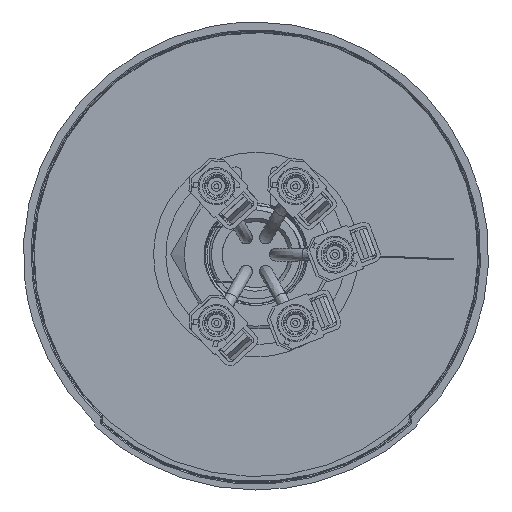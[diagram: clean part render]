
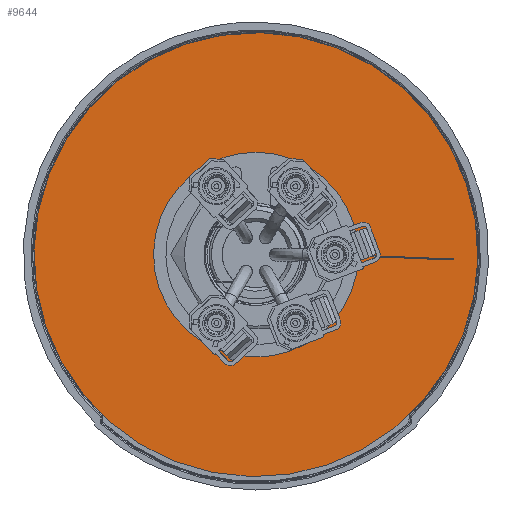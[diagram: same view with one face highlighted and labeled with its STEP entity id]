
A CAD part, front view. The second image highlights one B-rep face of the part: STEP entity #9644.
In plain terms, the highlighted planar face has unit normal (0, -1, 0).
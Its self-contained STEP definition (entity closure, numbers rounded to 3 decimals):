
#621 = CARTESIAN_POINT ( 'NONE',  ( 0., -13.5, 0. ) ) ;
#9644 = ADVANCED_FACE ( 'NONE', ( #212491, #136529 ), #213745, .F. ) ;
#21583 = CARTESIAN_POINT ( 'NONE',  ( 0., -13.5, 0. ) ) ;
#26171 = EDGE_CURVE ( 'NONE', #67804, #67804, #160348, .T. ) ;
#34135 = EDGE_LOOP ( 'NONE', ( #193463 ) ) ;
#40530 = DIRECTION ( 'NONE',  ( 0., 1., 0. ) ) ;
#43832 = CARTESIAN_POINT ( 'NONE',  ( 0., -13.5, 0. ) ) ;
#44374 = AXIS2_PLACEMENT_3D ( 'NONE', #21583, #40530, #194753 ) ;
#67804 = VERTEX_POINT ( 'NONE', #72764 ) ;
#72764 = CARTESIAN_POINT ( 'NONE',  ( -20.508, -13.5, -3.161 ) ) ;
#104516 = AXIS2_PLACEMENT_3D ( 'NONE', #43832, #160071, #139816 ) ;
#136529 = FACE_OUTER_BOUND ( 'NONE', #34135, .T. ) ;
#139816 = DIRECTION ( 'NONE',  ( -0.988, 0., -0.152 ) ) ;
#160071 = DIRECTION ( 'NONE',  ( 0., 1., 0. ) ) ;
#160348 = CIRCLE ( 'NONE', #192684, 20.75 ) ;
#165058 = CIRCLE ( 'NONE', #104516, 45. ) ;
#167257 = EDGE_LOOP ( 'NONE', ( #234888 ) ) ;
#171800 = EDGE_CURVE ( 'NONE', #231732, #231732, #165058, .T. ) ;
#190064 = CARTESIAN_POINT ( 'NONE',  ( -44.475, -13.5, -6.856 ) ) ;
#192684 = AXIS2_PLACEMENT_3D ( 'NONE', #621, #228143, #247124 ) ;
#193463 = ORIENTED_EDGE ( 'NONE', *, *, #171800, .F. ) ;
#194753 = DIRECTION ( 'NONE',  ( 0.988, 0., 0.152 ) ) ;
#212491 = FACE_BOUND ( 'NONE', #167257, .T. ) ;
#213745 = PLANE ( 'NONE',  #44374 ) ;
#228143 = DIRECTION ( 'NONE',  ( 0., -1., 0. ) ) ;
#231732 = VERTEX_POINT ( 'NONE', #190064 ) ;
#234888 = ORIENTED_EDGE ( 'NONE', *, *, #26171, .F. ) ;
#247124 = DIRECTION ( 'NONE',  ( -0.988, 0., -0.152 ) ) ;
